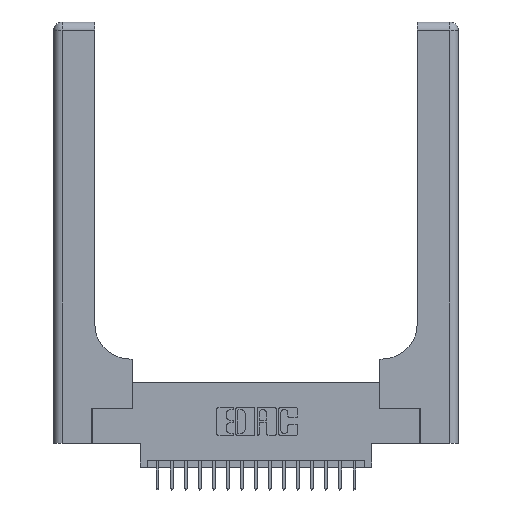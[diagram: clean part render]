
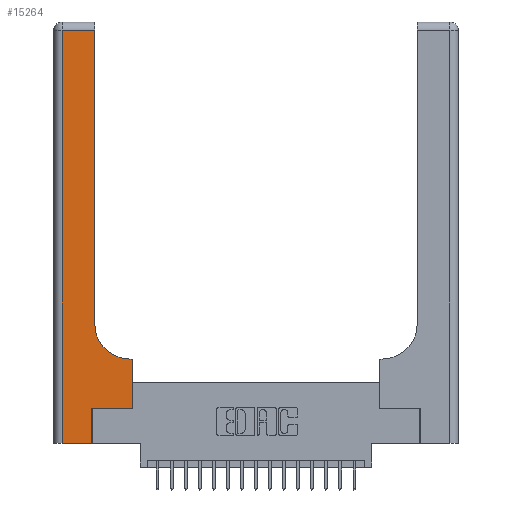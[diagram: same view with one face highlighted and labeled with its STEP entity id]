
A CAD part, top view. The second image highlights one B-rep face of the part: STEP entity #15264.
In plain terms, the highlighted planar face has unit normal (0, 0, 1).
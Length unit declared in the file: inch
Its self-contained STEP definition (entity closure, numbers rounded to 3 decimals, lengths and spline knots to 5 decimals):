
#80 = DIRECTION ( 'NONE',  ( 0., 0., -1. ) ) ;
#183 = CIRCLE ( 'NONE', #6731, 0.25 ) ;
#273 = CARTESIAN_POINT ( 'NONE',  ( 0.5585, 0.6, 0.37 ) ) ;
#727 = LINE ( 'NONE', #2286, #4073 ) ;
#751 = DIRECTION ( 'NONE',  ( 0., 0., -1. ) ) ;
#1243 = ORIENTED_EDGE ( 'NONE', *, *, #9993, .T. ) ;
#1648 = CARTESIAN_POINT ( 'NONE',  ( 0.5415, 0.6, 0.37 ) ) ;
#1710 = CARTESIAN_POINT ( 'NONE',  ( 0., 0., 0.37 ) ) ;
#1713 = EDGE_LOOP ( 'NONE', ( #6329, #10637, #17841, #1243, #19816, #16616, #20801, #9135, #2030 ) ) ;
#1737 = LINE ( 'NONE', #1710, #5551 ) ;
#1808 = EDGE_CURVE ( 'NONE', #18819, #5993, #12928, .T. ) ;
#2030 = ORIENTED_EDGE ( 'NONE', *, *, #3504, .T. ) ;
#2129 = VERTEX_POINT ( 'NONE', #6171 ) ;
#2286 = CARTESIAN_POINT ( 'NONE',  ( 0.269, 0.25, 0.37 ) ) ;
#2364 = VERTEX_POINT ( 'NONE', #5498 ) ;
#2427 = VERTEX_POINT ( 'NONE', #13643 ) ;
#2769 = EDGE_CURVE ( 'NONE', #8002, #2427, #12885, .T. ) ;
#3024 = EDGE_CURVE ( 'NONE', #2427, #18819, #727, .T. ) ;
#3371 = DIRECTION ( 'NONE',  ( 1., 0., 0. ) ) ;
#3504 = EDGE_CURVE ( 'NONE', #16253, #2129, #183, .T. ) ;
#3719 = CARTESIAN_POINT ( 'NONE',  ( 0.269, 0., 0.37 ) ) ;
#3864 = FACE_OUTER_BOUND ( 'NONE', #1713, .T. ) ;
#3927 = DIRECTION ( 'NONE',  ( 1., 0., 0. ) ) ;
#4073 = VECTOR ( 'NONE', #3927, 39.37008 ) ;
#4321 = VECTOR ( 'NONE', #17510, 39.37008 ) ;
#4374 = VECTOR ( 'NONE', #17994, 39.37008 ) ;
#4561 = VECTOR ( 'NONE', #12138, 39.37008 ) ;
#4803 = EDGE_CURVE ( 'NONE', #2129, #2364, #11094, .T. ) ;
#5498 = CARTESIAN_POINT ( 'NONE',  ( 0.2915, 2.94, 0.37 ) ) ;
#5551 = VECTOR ( 'NONE', #3371, 39.37008 ) ;
#5993 = VERTEX_POINT ( 'NONE', #273 ) ;
#6171 = CARTESIAN_POINT ( 'NONE',  ( 0.2915, 0.85, 0.37 ) ) ;
#6329 = ORIENTED_EDGE ( 'NONE', *, *, #4803, .T. ) ;
#6553 = CARTESIAN_POINT ( 'NONE',  ( 0.5585, 0.25, 0.37 ) ) ;
#6731 = AXIS2_PLACEMENT_3D ( 'NONE', #9856, #80, #11468 ) ;
#7960 = EDGE_CURVE ( 'NONE', #2364, #8514, #13931, .T. ) ;
#8002 = VERTEX_POINT ( 'NONE', #3719 ) ;
#8469 = CARTESIAN_POINT ( 'NONE',  ( 0., 2.94, 0.37 ) ) ;
#8514 = VERTEX_POINT ( 'NONE', #12574 ) ;
#8883 = CARTESIAN_POINT ( 'NONE',  ( 0., 3., 0.37 ) ) ;
#9135 = ORIENTED_EDGE ( 'NONE', *, *, #9579, .T. ) ;
#9375 = LINE ( 'NONE', #10524, #4561 ) ;
#9422 = AXIS2_PLACEMENT_3D ( 'NONE', #8883, #751, #12110 ) ;
#9579 = EDGE_CURVE ( 'NONE', #5993, #16253, #9375, .T. ) ;
#9856 = CARTESIAN_POINT ( 'NONE',  ( 0.5415, 0.85, 0.37 ) ) ;
#9993 = EDGE_CURVE ( 'NONE', #16492, #8002, #1737, .T. ) ;
#10524 = CARTESIAN_POINT ( 'NONE',  ( 0.2915, 0.6, 0.37 ) ) ;
#10605 = VECTOR ( 'NONE', #19922, 39.37008 ) ;
#10637 = ORIENTED_EDGE ( 'NONE', *, *, #7960, .T. ) ;
#11094 = LINE ( 'NONE', #18329, #10605 ) ;
#11468 = DIRECTION ( 'NONE',  ( 1., 0., 0. ) ) ;
#11870 = DIRECTION ( 'NONE',  ( 0., -1., 0. ) ) ;
#12110 = DIRECTION ( 'NONE',  ( -1., 0., 0. ) ) ;
#12138 = DIRECTION ( 'NONE',  ( -1., 0., 0. ) ) ;
#12202 = CARTESIAN_POINT ( 'NONE',  ( 0.5585, 0.25, 0.37 ) ) ;
#12246 = DIRECTION ( 'NONE',  ( 0., 1., 0. ) ) ;
#12574 = CARTESIAN_POINT ( 'NONE',  ( 0.06, 2.94, 0.37 ) ) ;
#12885 = LINE ( 'NONE', #14460, #4321 ) ;
#12928 = LINE ( 'NONE', #12202, #16663 ) ;
#13309 = VECTOR ( 'NONE', #11870, 39.37008 ) ;
#13643 = CARTESIAN_POINT ( 'NONE',  ( 0.269, 0.25, 0.37 ) ) ;
#13931 = LINE ( 'NONE', #8469, #4374 ) ;
#14460 = CARTESIAN_POINT ( 'NONE',  ( 0.269, 0., 0.37 ) ) ;
#15097 = CARTESIAN_POINT ( 'NONE',  ( 0.06, 0., 0.37 ) ) ;
#15264 = ADVANCED_FACE ( 'NONE', ( #3864 ), #19916, .F. ) ;
#16253 = VERTEX_POINT ( 'NONE', #1648 ) ;
#16492 = VERTEX_POINT ( 'NONE', #15097 ) ;
#16616 = ORIENTED_EDGE ( 'NONE', *, *, #3024, .T. ) ;
#16663 = VECTOR ( 'NONE', #12246, 39.37008 ) ;
#17510 = DIRECTION ( 'NONE',  ( 0., 1., 0. ) ) ;
#17841 = ORIENTED_EDGE ( 'NONE', *, *, #20351, .T. ) ;
#17994 = DIRECTION ( 'NONE',  ( -1., 0., 0. ) ) ;
#18018 = LINE ( 'NONE', #19744, #13309 ) ;
#18329 = CARTESIAN_POINT ( 'NONE',  ( 0.2915, 3., 0.37 ) ) ;
#18819 = VERTEX_POINT ( 'NONE', #6553 ) ;
#19744 = CARTESIAN_POINT ( 'NONE',  ( 0.06, 3., 0.37 ) ) ;
#19816 = ORIENTED_EDGE ( 'NONE', *, *, #2769, .T. ) ;
#19916 = PLANE ( 'NONE',  #9422 ) ;
#19922 = DIRECTION ( 'NONE',  ( 0., 1., 0. ) ) ;
#20351 = EDGE_CURVE ( 'NONE', #8514, #16492, #18018, .T. ) ;
#20801 = ORIENTED_EDGE ( 'NONE', *, *, #1808, .T. ) ;
